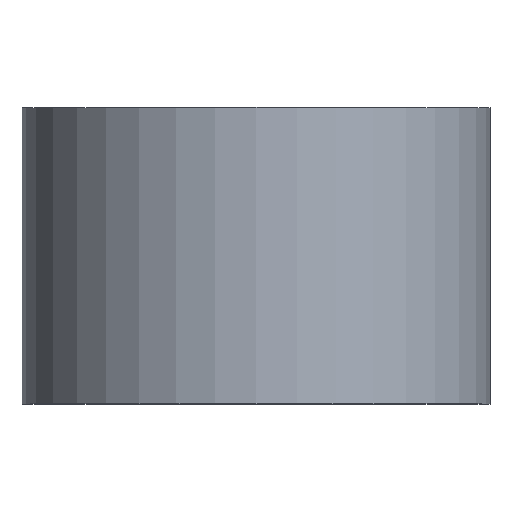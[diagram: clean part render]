
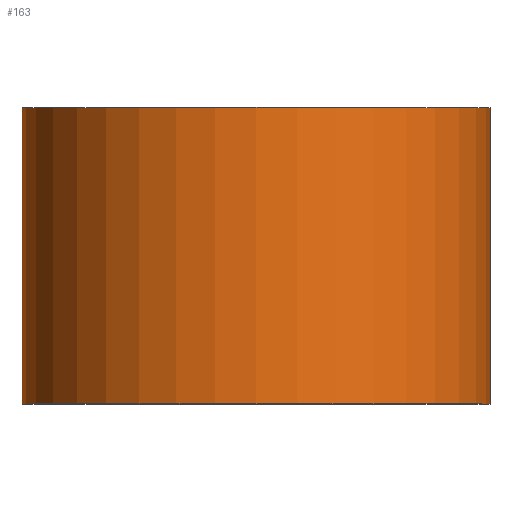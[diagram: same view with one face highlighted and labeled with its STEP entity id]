
A CAD part, top view. The second image highlights one B-rep face of the part: STEP entity #163.
In plain terms, the highlighted cylindrical face has radius 3.95 mm (diameter 7.9 mm), a full revolution.
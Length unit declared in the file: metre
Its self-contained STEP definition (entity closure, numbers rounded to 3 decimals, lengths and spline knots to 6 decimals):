
#12=CIRCLE('',#186,0.00395);
#13=CIRCLE('',#187,0.00395);
#14=CYLINDRICAL_SURFACE('',#185,0.00395);
#39=ORIENTED_EDGE('',*,*,#73,.F.);
#40=ORIENTED_EDGE('',*,*,#74,.T.);
#73=EDGE_CURVE('',#87,#87,#12,.T.);
#74=EDGE_CURVE('',#88,#88,#13,.T.);
#87=VERTEX_POINT('',#271);
#88=VERTEX_POINT('',#273);
#131=EDGE_LOOP('',(#39));
#132=EDGE_LOOP('',(#40));
#143=FACE_BOUND('',#131,.T.);
#144=FACE_BOUND('',#132,.T.);
#163=ADVANCED_FACE('',(#143,#144),#14,.T.);
#185=AXIS2_PLACEMENT_3D('',#269,#222,#223);
#186=AXIS2_PLACEMENT_3D('',#270,#224,#225);
#187=AXIS2_PLACEMENT_3D('',#272,#226,#227);
#222=DIRECTION('',(0.,-1.,0.));
#223=DIRECTION('',(-1.,0.,0.));
#224=DIRECTION('',(0.,1.,0.));
#225=DIRECTION('',(1.,0.,0.));
#226=DIRECTION('',(0.,1.,0.));
#227=DIRECTION('',(1.,0.,0.));
#269=CARTESIAN_POINT('',(0.,0.005,0.));
#270=CARTESIAN_POINT('',(0.,0.005,0.));
#271=CARTESIAN_POINT('',(0.00395,0.005,0.));
#272=CARTESIAN_POINT('',(0.,0.,0.));
#273=CARTESIAN_POINT('',(0.00395,0.,0.));
